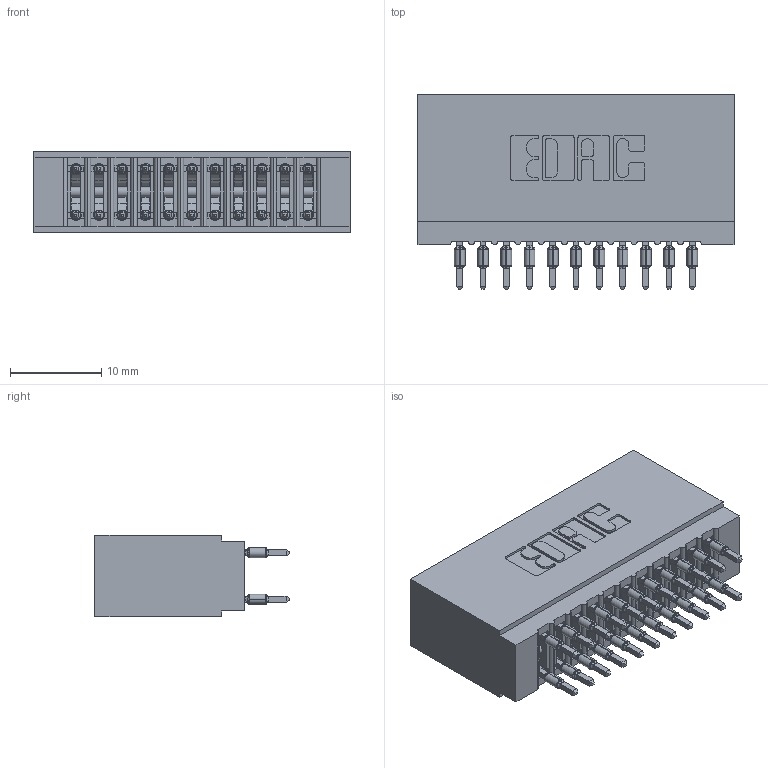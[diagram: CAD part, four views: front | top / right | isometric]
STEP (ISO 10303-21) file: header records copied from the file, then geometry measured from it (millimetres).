
FILE_DESCRIPTION (( 'STEP AP203' ), '1' );
FILE_NAME ('745-022-525-201.STEP', '2026-02-26T16:24:28', ( '' ), ( '' ), 'SwSTEP 2.0', 'SolidWorks 2023', '' );
FILE_SCHEMA (( 'CONFIG_CONTROL_DESIGN' ));
Length unit declared in the file: millimetre
Products named in the file (3): 745-022-525-201; 745 Part_Insulator Option - 01; 745-292-001_525
Assembly tree (23 placements, depth 2):
  745-022-525-201
    745 Part_Insulator Option - 01
    745-292-001_525  x22
Bounding box: 34.54 x 21.22 x 8.89 mm (x, y, z)
Volume: 3292.7 mm3; surface area: 5955.2 mm2
Topology: 23 solids, 23 shells, 2064 faces, 5549 edges, 3494 vertices
Faces by surface type: plane 1067, bspline 440, cylinder 425, torus 132
Entity records: 22751 total; most frequent: CARTESIAN_POINT 4459, ORIENTED_EDGE 3832, DIRECTION 3374, EDGE_CURVE 1916, LINE 1668, VECTOR 1668, VERTEX_POINT 1226, AXIS2_PLACEMENT_3D 853
